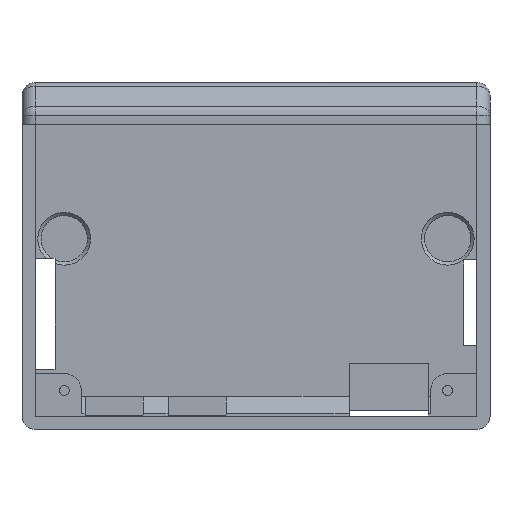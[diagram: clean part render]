
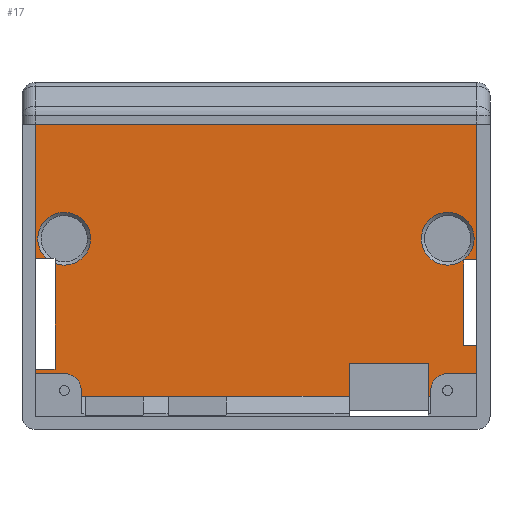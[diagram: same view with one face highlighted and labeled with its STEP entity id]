
A CAD part, front view. The second image highlights one B-rep face of the part: STEP entity #17.
In plain terms, the highlighted planar face has unit normal (0, -1, 0).
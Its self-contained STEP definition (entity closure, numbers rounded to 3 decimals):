
#17 = ADVANCED_FACE('',(#18,#216),#227,.F.);
#18 = FACE_BOUND('',#19,.F.);
#19 = EDGE_LOOP('',(#20,#30,#38,#46,#54,#62,#70,#78,#86,#94,#103,#111,
    #119,#127,#135,#143,#151,#159,#168,#176,#184,#192,#200,#209));
#20 = ORIENTED_EDGE('',*,*,#21,.F.);
#21 = EDGE_CURVE('',#22,#24,#26,.T.);
#22 = VERTEX_POINT('',#23);
#23 = CARTESIAN_POINT('',(-4.2,22.05,-17.9));
#24 = VERTEX_POINT('',#25);
#25 = CARTESIAN_POINT('',(-2.503,22.05,-17.9));
#26 = LINE('',#27,#28);
#27 = CARTESIAN_POINT('',(-5.2,22.05,-17.9));
#28 = VECTOR('',#29,1.);
#29 = DIRECTION('',(1.,0.,0.));
#30 = ORIENTED_EDGE('',*,*,#31,.F.);
#31 = EDGE_CURVE('',#32,#22,#34,.T.);
#32 = VERTEX_POINT('',#33);
#33 = CARTESIAN_POINT('',(-4.2,22.05,3.7));
#34 = LINE('',#35,#36);
#35 = CARTESIAN_POINT('',(-4.2,22.05,6.7));
#36 = VECTOR('',#37,1.);
#37 = DIRECTION('',(0.,0.,-1.));
#38 = ORIENTED_EDGE('',*,*,#39,.T.);
#39 = EDGE_CURVE('',#32,#40,#42,.T.);
#40 = VERTEX_POINT('',#41);
#41 = CARTESIAN_POINT('',(62.62,22.05,3.7));
#42 = LINE('',#43,#44);
#43 = CARTESIAN_POINT('',(-4.2,22.05,3.7));
#44 = VECTOR('',#45,1.);
#45 = DIRECTION('',(1.,0.,0.));
#46 = ORIENTED_EDGE('',*,*,#47,.T.);
#47 = EDGE_CURVE('',#40,#48,#50,.T.);
#48 = VERTEX_POINT('',#49);
#49 = CARTESIAN_POINT('',(62.62,22.05,-18.15));
#50 = LINE('',#51,#52);
#51 = CARTESIAN_POINT('',(62.62,22.05,6.7));
#52 = VECTOR('',#53,1.);
#53 = DIRECTION('',(0.,0.,-1.));
#54 = ORIENTED_EDGE('',*,*,#55,.T.);
#55 = EDGE_CURVE('',#48,#56,#58,.T.);
#56 = VERTEX_POINT('',#57);
#57 = CARTESIAN_POINT('',(60.62,22.05,-18.15));
#58 = LINE('',#59,#60);
#59 = CARTESIAN_POINT('',(30.21,22.05,-18.15));
#60 = VECTOR('',#61,1.);
#61 = DIRECTION('',(-1.,0.,0.));
#62 = ORIENTED_EDGE('',*,*,#63,.T.);
#63 = EDGE_CURVE('',#56,#64,#66,.T.);
#64 = VERTEX_POINT('',#65);
#65 = CARTESIAN_POINT('',(60.62,22.05,-31.15));
#66 = LINE('',#67,#68);
#67 = CARTESIAN_POINT('',(60.62,22.05,-8.975));
#68 = VECTOR('',#69,1.);
#69 = DIRECTION('',(0.,0.,-1.));
#70 = ORIENTED_EDGE('',*,*,#71,.T.);
#71 = EDGE_CURVE('',#64,#72,#74,.T.);
#72 = VERTEX_POINT('',#73);
#73 = CARTESIAN_POINT('',(62.62,22.05,-31.15));
#74 = LINE('',#75,#76);
#75 = CARTESIAN_POINT('',(30.21,22.05,-31.15));
#76 = VECTOR('',#77,1.);
#77 = DIRECTION('',(1.,0.,0.));
#78 = ORIENTED_EDGE('',*,*,#79,.T.);
#79 = EDGE_CURVE('',#72,#80,#82,.T.);
#80 = VERTEX_POINT('',#81);
#81 = CARTESIAN_POINT('',(62.62,22.05,-35.3));
#82 = LINE('',#83,#84);
#83 = CARTESIAN_POINT('',(62.62,22.05,6.7));
#84 = VECTOR('',#85,1.);
#85 = DIRECTION('',(0.,0.,-1.));
#86 = ORIENTED_EDGE('',*,*,#87,.T.);
#87 = EDGE_CURVE('',#80,#88,#90,.T.);
#88 = VERTEX_POINT('',#89);
#89 = CARTESIAN_POINT('',(58.32,22.05,-35.3));
#90 = LINE('',#91,#92);
#91 = CARTESIAN_POINT('',(25.71,22.05,-35.3));
#92 = VECTOR('',#93,1.);
#93 = DIRECTION('',(-1.,0.,0.));
#94 = ORIENTED_EDGE('',*,*,#95,.F.);
#95 = EDGE_CURVE('',#96,#88,#98,.T.);
#96 = VERTEX_POINT('',#97);
#97 = CARTESIAN_POINT('',(55.62,22.05,-38.));
#98 = CIRCLE('',#99,2.7);
#99 = AXIS2_PLACEMENT_3D('',#100,#101,#102);
#100 = CARTESIAN_POINT('',(58.32,22.05,-38.));
#101 = DIRECTION('',(0.,1.,0.));
#102 = DIRECTION('',(-1.,0.,0.));
#103 = ORIENTED_EDGE('',*,*,#104,.T.);
#104 = EDGE_CURVE('',#96,#105,#107,.T.);
#105 = VERTEX_POINT('',#106);
#106 = CARTESIAN_POINT('',(55.62,22.05,-38.8));
#107 = LINE('',#108,#109);
#108 = CARTESIAN_POINT('',(55.62,22.05,-17.55));
#109 = VECTOR('',#110,1.);
#110 = DIRECTION('',(0.,0.,-1.));
#111 = ORIENTED_EDGE('',*,*,#112,.F.);
#112 = EDGE_CURVE('',#113,#105,#115,.T.);
#113 = VERTEX_POINT('',#114);
#114 = CARTESIAN_POINT('',(55.3,22.05,-38.8));
#115 = LINE('',#116,#117);
#116 = CARTESIAN_POINT('',(-4.2,22.05,-38.8));
#117 = VECTOR('',#118,1.);
#118 = DIRECTION('',(1.,0.,0.));
#119 = ORIENTED_EDGE('',*,*,#120,.T.);
#120 = EDGE_CURVE('',#113,#121,#123,.T.);
#121 = VERTEX_POINT('',#122);
#122 = CARTESIAN_POINT('',(55.3,22.05,-33.8));
#123 = LINE('',#124,#125);
#124 = CARTESIAN_POINT('',(55.3,22.05,-18.55));
#125 = VECTOR('',#126,1.);
#126 = DIRECTION('',(0.,0.,1.));
#127 = ORIENTED_EDGE('',*,*,#128,.F.);
#128 = EDGE_CURVE('',#129,#121,#131,.T.);
#129 = VERTEX_POINT('',#130);
#130 = CARTESIAN_POINT('',(43.3,22.05,-33.8));
#131 = LINE('',#132,#133);
#132 = CARTESIAN_POINT('',(11.743,22.05,-33.8));
#133 = VECTOR('',#134,1.);
#134 = DIRECTION('',(1.,0.,0.));
#135 = ORIENTED_EDGE('',*,*,#136,.T.);
#136 = EDGE_CURVE('',#129,#137,#139,.T.);
#137 = VERTEX_POINT('',#138);
#138 = CARTESIAN_POINT('',(43.3,22.05,-38.8));
#139 = LINE('',#140,#141);
#140 = CARTESIAN_POINT('',(43.3,22.05,-18.55));
#141 = VECTOR('',#142,1.);
#142 = DIRECTION('',(0.,0.,-1.));
#143 = ORIENTED_EDGE('',*,*,#144,.F.);
#144 = EDGE_CURVE('',#145,#137,#147,.T.);
#145 = VERTEX_POINT('',#146);
#146 = CARTESIAN_POINT('',(2.8,22.05,-38.8));
#147 = LINE('',#148,#149);
#148 = CARTESIAN_POINT('',(-4.2,22.05,-38.8));
#149 = VECTOR('',#150,1.);
#150 = DIRECTION('',(1.,0.,0.));
#151 = ORIENTED_EDGE('',*,*,#152,.F.);
#152 = EDGE_CURVE('',#153,#145,#155,.T.);
#153 = VERTEX_POINT('',#154);
#154 = CARTESIAN_POINT('',(2.8,22.05,-38.));
#155 = LINE('',#156,#157);
#156 = CARTESIAN_POINT('',(2.8,22.05,-17.55));
#157 = VECTOR('',#158,1.);
#158 = DIRECTION('',(0.,0.,-1.));
#159 = ORIENTED_EDGE('',*,*,#160,.F.);
#160 = EDGE_CURVE('',#161,#153,#163,.T.);
#161 = VERTEX_POINT('',#162);
#162 = CARTESIAN_POINT('',(0.1,22.05,-35.3));
#163 = CIRCLE('',#164,2.7);
#164 = AXIS2_PLACEMENT_3D('',#165,#166,#167);
#165 = CARTESIAN_POINT('',(0.1,22.05,-38.));
#166 = DIRECTION('',(0.,1.,0.));
#167 = DIRECTION('',(-1.,0.,0.));
#168 = ORIENTED_EDGE('',*,*,#169,.F.);
#169 = EDGE_CURVE('',#170,#161,#172,.T.);
#170 = VERTEX_POINT('',#171);
#171 = CARTESIAN_POINT('',(-4.2,22.05,-35.3));
#172 = LINE('',#173,#174);
#173 = CARTESIAN_POINT('',(-0.7,22.05,-35.3));
#174 = VECTOR('',#175,1.);
#175 = DIRECTION('',(1.,0.,0.));
#176 = ORIENTED_EDGE('',*,*,#177,.F.);
#177 = EDGE_CURVE('',#178,#170,#180,.T.);
#178 = VERTEX_POINT('',#179);
#179 = CARTESIAN_POINT('',(-4.2,22.05,-34.7));
#180 = LINE('',#181,#182);
#181 = CARTESIAN_POINT('',(-4.2,22.05,6.7));
#182 = VECTOR('',#183,1.);
#183 = DIRECTION('',(0.,0.,-1.));
#184 = ORIENTED_EDGE('',*,*,#185,.F.);
#185 = EDGE_CURVE('',#186,#178,#188,.T.);
#186 = VERTEX_POINT('',#187);
#187 = CARTESIAN_POINT('',(-1.2,22.05,-34.7));
#188 = LINE('',#189,#190);
#189 = CARTESIAN_POINT('',(-5.2,22.05,-34.7));
#190 = VECTOR('',#191,1.);
#191 = DIRECTION('',(-1.,0.,0.));
#192 = ORIENTED_EDGE('',*,*,#193,.F.);
#193 = EDGE_CURVE('',#194,#186,#196,.T.);
#194 = VERTEX_POINT('',#195);
#195 = CARTESIAN_POINT('',(-1.2,22.05,-18.692));
#196 = LINE('',#197,#198);
#197 = CARTESIAN_POINT('',(-1.2,22.05,-9.8));
#198 = VECTOR('',#199,1.);
#199 = DIRECTION('',(0.,0.,-1.));
#200 = ORIENTED_EDGE('',*,*,#201,.T.);
#201 = EDGE_CURVE('',#194,#202,#204,.T.);
#202 = VERTEX_POINT('',#203);
#203 = CARTESIAN_POINT('',(4.187,22.05,-14.94));
#204 = CIRCLE('',#205,4.);
#205 = AXIS2_PLACEMENT_3D('',#206,#207,#208);
#206 = CARTESIAN_POINT('',(0.187,22.05,-14.94));
#207 = DIRECTION('',(0.,-1.,0.));
#208 = DIRECTION('',(-0.396,0.,-0.918
    ));
#209 = ORIENTED_EDGE('',*,*,#210,.T.);
#210 = EDGE_CURVE('',#202,#24,#211,.T.);
#211 = CIRCLE('',#212,4.);
#212 = AXIS2_PLACEMENT_3D('',#213,#214,#215);
#213 = CARTESIAN_POINT('',(0.187,22.05,-14.94));
#214 = DIRECTION('',(0.,-1.,0.));
#215 = DIRECTION('',(1.,0.,0.));
#216 = FACE_BOUND('',#217,.F.);
#217 = EDGE_LOOP('',(#218));
#218 = ORIENTED_EDGE('',*,*,#219,.T.);
#219 = EDGE_CURVE('',#220,#220,#222,.T.);
#220 = VERTEX_POINT('',#221);
#221 = CARTESIAN_POINT('',(62.229,22.05,-14.94));
#222 = CIRCLE('',#223,4.);
#223 = AXIS2_PLACEMENT_3D('',#224,#225,#226);
#224 = CARTESIAN_POINT('',(58.229,22.05,-14.94));
#225 = DIRECTION('',(0.,-1.,0.));
#226 = DIRECTION('',(1.,0.,0.));
#227 = PLANE('',#228);
#228 = AXIS2_PLACEMENT_3D('',#229,#230,#231);
#229 = CARTESIAN_POINT('',(-4.2,22.05,6.7));
#230 = DIRECTION('',(0.,1.,0.));
#231 = DIRECTION('',(0.,0.,-1.));
